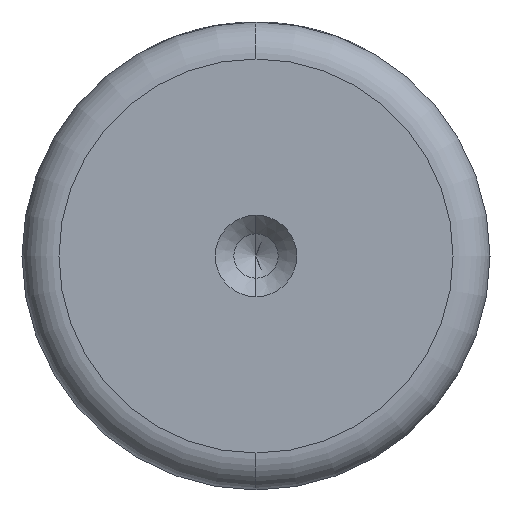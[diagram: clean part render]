
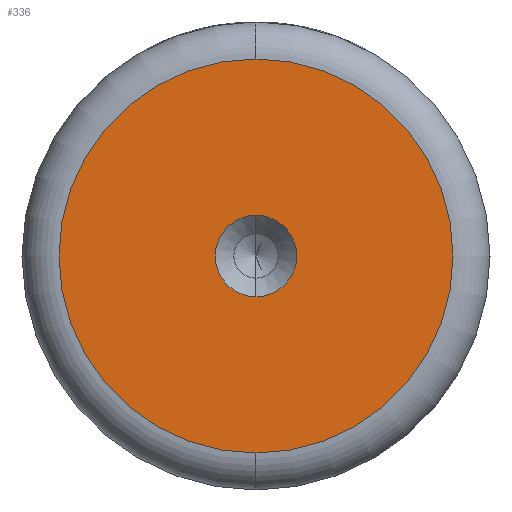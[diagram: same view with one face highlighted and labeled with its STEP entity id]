
A CAD part, left-side view. The second image highlights one B-rep face of the part: STEP entity #336.
In plain terms, the highlighted planar face has unit normal (-1, 0, 0).
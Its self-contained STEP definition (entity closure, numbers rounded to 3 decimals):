
#47 = CIRCLE ( 'NONE', #529, 3.3 ) ;
#72 = AXIS2_PLACEMENT_3D ( 'NONE', #415, #626, #1384 ) ;
#144 = CARTESIAN_POINT ( 'NONE',  ( 0., 0., 0. ) ) ;
#160 = CIRCLE ( 'NONE', #807, 3.3 ) ;
#164 = ORIENTED_EDGE ( 'NONE', *, *, #1324, .F. ) ;
#201 = VERTEX_POINT ( 'NONE', #470 ) ;
#206 = VERTEX_POINT ( 'NONE', #474 ) ;
#265 = DIRECTION ( 'NONE',  ( 0., 0., 1. ) ) ;
#286 = EDGE_CURVE ( 'NONE', #206, #201, #1368, .T. ) ;
#312 = ORIENTED_EDGE ( 'NONE', *, *, #286, .T. ) ;
#336 = ADVANCED_FACE ( 'NONE', ( #1354, #1109 ), #1181, .T. ) ;
#350 = ORIENTED_EDGE ( 'NONE', *, *, #777, .T. ) ;
#415 = CARTESIAN_POINT ( 'NONE',  ( 0., 0., 0. ) ) ;
#470 = CARTESIAN_POINT ( 'NONE',  ( 0., 0., 16. ) ) ;
#474 = CARTESIAN_POINT ( 'NONE',  ( 0., 0., -16. ) ) ;
#519 = DIRECTION ( 'NONE',  ( -1., 0., 0. ) ) ;
#527 = EDGE_LOOP ( 'NONE', ( #350, #312 ) ) ;
#529 = AXIS2_PLACEMENT_3D ( 'NONE', #1236, #580, #1339 ) ;
#542 = CIRCLE ( 'NONE', #1050, 16. ) ;
#580 = DIRECTION ( 'NONE',  ( -1., 0., 0. ) ) ;
#614 = EDGE_LOOP ( 'NONE', ( #164, #980 ) ) ;
#626 = DIRECTION ( 'NONE',  ( -1., 0., 0. ) ) ;
#632 = CARTESIAN_POINT ( 'NONE',  ( 0., 0., 0. ) ) ;
#740 = EDGE_CURVE ( 'NONE', #945, #823, #47, .T. ) ;
#742 = DIRECTION ( 'NONE',  ( 0., 0., 1. ) ) ;
#762 = CARTESIAN_POINT ( 'NONE',  ( 0., 0., -3.3 ) ) ;
#777 = EDGE_CURVE ( 'NONE', #201, #206, #542, .T. ) ;
#807 = AXIS2_PLACEMENT_3D ( 'NONE', #632, #1389, #742 ) ;
#823 = VERTEX_POINT ( 'NONE', #1035 ) ;
#919 = DIRECTION ( 'NONE',  ( -1., 0., 0. ) ) ;
#945 = VERTEX_POINT ( 'NONE', #762 ) ;
#980 = ORIENTED_EDGE ( 'NONE', *, *, #740, .F. ) ;
#1007 = AXIS2_PLACEMENT_3D ( 'NONE', #1176, #519, #1278 ) ;
#1035 = CARTESIAN_POINT ( 'NONE',  ( 0., 0., 3.3 ) ) ;
#1050 = AXIS2_PLACEMENT_3D ( 'NONE', #144, #919, #265 ) ;
#1109 = FACE_OUTER_BOUND ( 'NONE', #527, .T. ) ;
#1176 = CARTESIAN_POINT ( 'NONE',  ( 0., 0., 0. ) ) ;
#1181 = PLANE ( 'NONE',  #72 ) ;
#1236 = CARTESIAN_POINT ( 'NONE',  ( 0., 0., 0. ) ) ;
#1278 = DIRECTION ( 'NONE',  ( 0., 0., 1. ) ) ;
#1324 = EDGE_CURVE ( 'NONE', #823, #945, #160, .T. ) ;
#1339 = DIRECTION ( 'NONE',  ( 0., 0., 1. ) ) ;
#1354 = FACE_BOUND ( 'NONE', #614, .T. ) ;
#1368 = CIRCLE ( 'NONE', #1007, 16. ) ;
#1384 = DIRECTION ( 'NONE',  ( 0., 0., 1. ) ) ;
#1389 = DIRECTION ( 'NONE',  ( -1., 0., 0. ) ) ;
